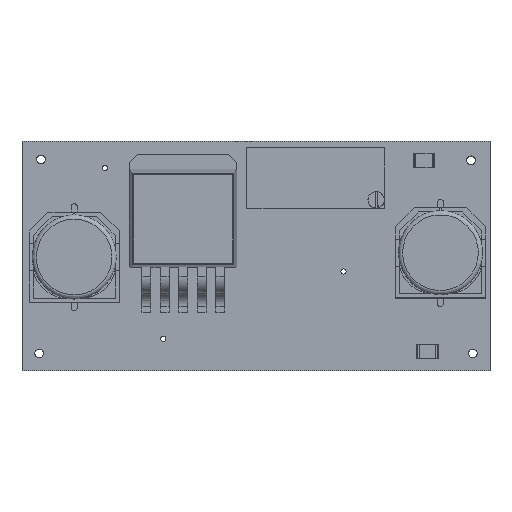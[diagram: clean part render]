
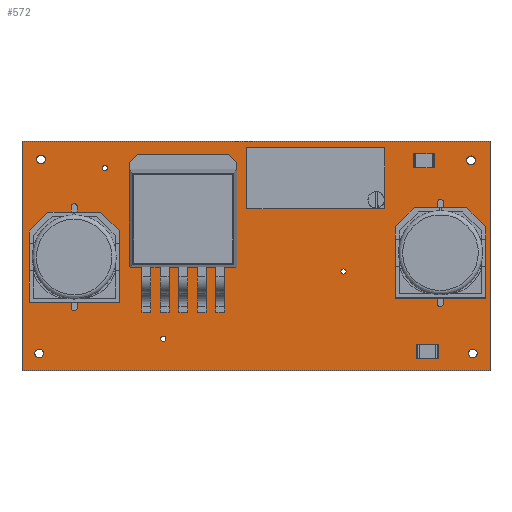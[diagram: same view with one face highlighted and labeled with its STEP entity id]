
A CAD part, top view. The second image highlights one B-rep face of the part: STEP entity #572.
In plain terms, the highlighted planar face has unit normal (0, 0, 1).
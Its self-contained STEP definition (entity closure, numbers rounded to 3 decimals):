
#57 = VERTEX_POINT('',#58);
#58 = CARTESIAN_POINT('',(0.079,0.,0.));
#75 = VERTEX_POINT('',#76);
#76 = CARTESIAN_POINT('',(0.079,21.114,0.));
#82 = EDGE_CURVE('',#57,#75,#83,.T.);
#83 = LINE('',#84,#85);
#84 = CARTESIAN_POINT('',(0.079,0.,0.));
#85 = VECTOR('',#86,1.);
#86 = DIRECTION('',(0.,1.,0.));
#106 = VERTEX_POINT('',#107);
#107 = CARTESIAN_POINT('',(43.18,21.114,0.));
#113 = EDGE_CURVE('',#75,#106,#114,.T.);
#114 = LINE('',#115,#116);
#115 = CARTESIAN_POINT('',(0.079,21.114,0.));
#116 = VECTOR('',#117,1.);
#117 = DIRECTION('',(1.,0.,0.));
#137 = VERTEX_POINT('',#138);
#138 = CARTESIAN_POINT('',(43.18,0.,0.));
#144 = EDGE_CURVE('',#106,#137,#145,.T.);
#145 = LINE('',#146,#147);
#146 = CARTESIAN_POINT('',(43.18,21.114,0.));
#147 = VECTOR('',#148,1.);
#148 = DIRECTION('',(0.,-1.,0.));
#166 = EDGE_CURVE('',#137,#57,#167,.T.);
#167 = LINE('',#168,#169);
#168 = CARTESIAN_POINT('',(43.18,0.,0.));
#169 = VECTOR('',#170,1.);
#170 = DIRECTION('',(-1.,0.,0.));
#181 = VERTEX_POINT('',#182);
#182 = CARTESIAN_POINT('',(2.226,19.447,0.));
#198 = EDGE_CURVE('',#181,#181,#199,.T.);
#199 = CIRCLE('',#200,0.4);
#200 = AXIS2_PLACEMENT_3D('',#201,#202,#203);
#201 = CARTESIAN_POINT('',(1.826,19.447,0.));
#202 = DIRECTION('',(0.,0.,-1.));
#203 = DIRECTION('',(1.,0.,0.));
#214 = VERTEX_POINT('',#215);
#215 = CARTESIAN_POINT('',(41.834,19.368,0.));
#231 = EDGE_CURVE('',#214,#214,#232,.T.);
#232 = CIRCLE('',#233,0.4);
#233 = AXIS2_PLACEMENT_3D('',#234,#235,#236);
#234 = CARTESIAN_POINT('',(41.434,19.368,0.));
#235 = DIRECTION('',(0.,0.,-1.));
#236 = DIRECTION('',(1.,0.,0.));
#247 = VERTEX_POINT('',#248);
#248 = CARTESIAN_POINT('',(41.993,1.588,0.));
#264 = EDGE_CURVE('',#247,#247,#265,.T.);
#265 = CIRCLE('',#266,0.4);
#266 = AXIS2_PLACEMENT_3D('',#267,#268,#269);
#267 = CARTESIAN_POINT('',(41.593,1.588,0.));
#268 = DIRECTION('',(0.,0.,-1.));
#269 = DIRECTION('',(1.,0.,0.));
#280 = VERTEX_POINT('',#281);
#281 = CARTESIAN_POINT('',(2.067,1.588,0.));
#297 = EDGE_CURVE('',#280,#280,#298,.T.);
#298 = CIRCLE('',#299,0.4);
#299 = AXIS2_PLACEMENT_3D('',#300,#301,#302);
#300 = CARTESIAN_POINT('',(1.667,1.588,0.));
#301 = DIRECTION('',(0.,0.,-1.));
#302 = DIRECTION('',(1.,0.,0.));
#313 = VERTEX_POINT('',#314);
#314 = CARTESIAN_POINT('',(30.136,17.621,0.));
#330 = EDGE_CURVE('',#313,#313,#331,.T.);
#331 = CIRCLE('',#332,0.45);
#332 = AXIS2_PLACEMENT_3D('',#333,#334,#335);
#333 = CARTESIAN_POINT('',(29.686,17.621,0.));
#334 = DIRECTION('',(0.,0.,-1.));
#335 = DIRECTION('',(1.,0.,0.));
#346 = VERTEX_POINT('',#347);
#347 = CARTESIAN_POINT('',(27.596,17.621,0.));
#363 = EDGE_CURVE('',#346,#346,#364,.T.);
#364 = CIRCLE('',#365,0.45);
#365 = AXIS2_PLACEMENT_3D('',#366,#367,#368);
#366 = CARTESIAN_POINT('',(27.146,17.621,0.));
#367 = DIRECTION('',(0.,0.,-1.));
#368 = DIRECTION('',(1.,0.,0.));
#379 = VERTEX_POINT('',#380);
#380 = CARTESIAN_POINT('',(25.056,17.621,0.));
#396 = EDGE_CURVE('',#379,#379,#397,.T.);
#397 = CIRCLE('',#398,0.45);
#398 = AXIS2_PLACEMENT_3D('',#399,#400,#401);
#399 = CARTESIAN_POINT('',(24.606,17.621,0.));
#400 = DIRECTION('',(0.,0.,-1.));
#401 = DIRECTION('',(1.,0.,0.));
#412 = VERTEX_POINT('',#413);
#413 = CARTESIAN_POINT('',(7.942,18.653,0.));
#429 = EDGE_CURVE('',#412,#412,#430,.T.);
#430 = CIRCLE('',#431,0.243);
#431 = AXIS2_PLACEMENT_3D('',#432,#433,#434);
#432 = CARTESIAN_POINT('',(7.699,18.653,0.));
#433 = DIRECTION('',(0.,0.,-1.));
#434 = DIRECTION('',(1.,0.,0.));
#445 = VERTEX_POINT('',#446);
#446 = CARTESIAN_POINT('',(8.279,9.608,0.));
#462 = EDGE_CURVE('',#445,#445,#463,.T.);
#463 = CIRCLE('',#464,0.243);
#464 = AXIS2_PLACEMENT_3D('',#465,#466,#467);
#465 = CARTESIAN_POINT('',(8.036,9.608,0.));
#466 = DIRECTION('',(0.,0.,-1.));
#467 = DIRECTION('',(1.,0.,0.));
#478 = VERTEX_POINT('',#479);
#479 = CARTESIAN_POINT('',(16.852,8.532,0.));
#495 = EDGE_CURVE('',#478,#478,#496,.T.);
#496 = CIRCLE('',#497,0.243);
#497 = AXIS2_PLACEMENT_3D('',#498,#499,#500);
#498 = CARTESIAN_POINT('',(16.609,8.532,0.));
#499 = DIRECTION('',(0.,0.,-1.));
#500 = DIRECTION('',(1.,0.,0.));
#511 = VERTEX_POINT('',#512);
#512 = CARTESIAN_POINT('',(13.34,2.937,0.));
#528 = EDGE_CURVE('',#511,#511,#529,.T.);
#529 = CIRCLE('',#530,0.243);
#530 = AXIS2_PLACEMENT_3D('',#531,#532,#533);
#531 = CARTESIAN_POINT('',(13.097,2.937,0.));
#532 = DIRECTION('',(0.,0.,-1.));
#533 = DIRECTION('',(1.,0.,0.));
#544 = VERTEX_POINT('',#545);
#545 = CARTESIAN_POINT('',(29.929,9.126,0.));
#561 = EDGE_CURVE('',#544,#544,#562,.T.);
#562 = CIRCLE('',#563,0.243);
#563 = AXIS2_PLACEMENT_3D('',#564,#565,#566);
#564 = CARTESIAN_POINT('',(29.686,9.126,0.));
#565 = DIRECTION('',(0.,0.,-1.));
#566 = DIRECTION('',(1.,0.,0.));
#572 = ADVANCED_FACE('',(#573,#579,#582,#585,#588,#591,#594,#597,#600,
    #603,#606,#609,#612),#615,.T.);
#573 = FACE_BOUND('',#574,.F.);
#574 = EDGE_LOOP('',(#575,#576,#577,#578));
#575 = ORIENTED_EDGE('',*,*,#82,.T.);
#576 = ORIENTED_EDGE('',*,*,#113,.T.);
#577 = ORIENTED_EDGE('',*,*,#144,.T.);
#578 = ORIENTED_EDGE('',*,*,#166,.T.);
#579 = FACE_BOUND('',#580,.F.);
#580 = EDGE_LOOP('',(#581));
#581 = ORIENTED_EDGE('',*,*,#198,.T.);
#582 = FACE_BOUND('',#583,.F.);
#583 = EDGE_LOOP('',(#584));
#584 = ORIENTED_EDGE('',*,*,#231,.T.);
#585 = FACE_BOUND('',#586,.F.);
#586 = EDGE_LOOP('',(#587));
#587 = ORIENTED_EDGE('',*,*,#264,.T.);
#588 = FACE_BOUND('',#589,.F.);
#589 = EDGE_LOOP('',(#590));
#590 = ORIENTED_EDGE('',*,*,#297,.T.);
#591 = FACE_BOUND('',#592,.F.);
#592 = EDGE_LOOP('',(#593));
#593 = ORIENTED_EDGE('',*,*,#330,.T.);
#594 = FACE_BOUND('',#595,.F.);
#595 = EDGE_LOOP('',(#596));
#596 = ORIENTED_EDGE('',*,*,#363,.T.);
#597 = FACE_BOUND('',#598,.F.);
#598 = EDGE_LOOP('',(#599));
#599 = ORIENTED_EDGE('',*,*,#396,.T.);
#600 = FACE_BOUND('',#601,.F.);
#601 = EDGE_LOOP('',(#602));
#602 = ORIENTED_EDGE('',*,*,#429,.T.);
#603 = FACE_BOUND('',#604,.F.);
#604 = EDGE_LOOP('',(#605));
#605 = ORIENTED_EDGE('',*,*,#462,.T.);
#606 = FACE_BOUND('',#607,.F.);
#607 = EDGE_LOOP('',(#608));
#608 = ORIENTED_EDGE('',*,*,#495,.T.);
#609 = FACE_BOUND('',#610,.F.);
#610 = EDGE_LOOP('',(#611));
#611 = ORIENTED_EDGE('',*,*,#528,.T.);
#612 = FACE_BOUND('',#613,.F.);
#613 = EDGE_LOOP('',(#614));
#614 = ORIENTED_EDGE('',*,*,#561,.T.);
#615 = PLANE('',#616);
#616 = AXIS2_PLACEMENT_3D('',#617,#618,#619);
#617 = CARTESIAN_POINT('',(0.079,0.,0.));
#618 = DIRECTION('',(0.,0.,1.));
#619 = DIRECTION('',(1.,0.,0.));
